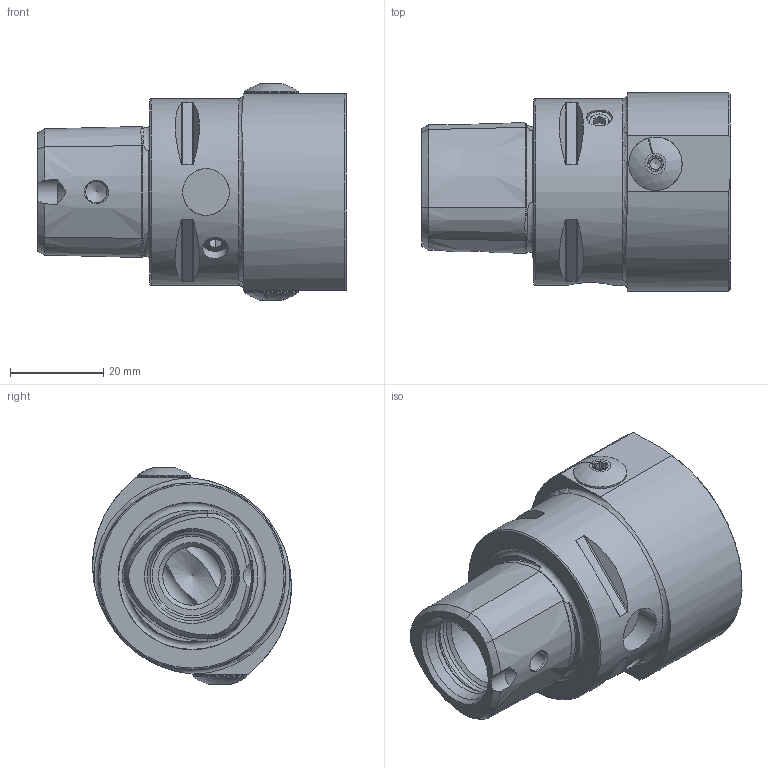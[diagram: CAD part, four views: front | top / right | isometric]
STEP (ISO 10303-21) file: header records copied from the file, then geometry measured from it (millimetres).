
FILE_DESCRIPTION (( 'STEP AP214' ), '1' );
FILE_NAME ('PS4.LW3.R21.042.STEP', '2025-08-15T11:35:14', ( '' ), ( '' ), 'SwSTEP 2.0', 'SolidWorks 2022', '' );
FILE_SCHEMA (( 'AUTOMOTIVE_DESIGN' ));
Length unit declared in the file: millimetre
Products named in the file (6): ISO 4026 - M5 x 5; PS4-LW3.R21.042_B; LW3-ER1.012.014_E_Standard<Wie bearbeitet>; LW3-ER1.012.014; DIN 3771 - 7x1; PS4.LW3.R21.042
Assembly tree (8 placements, depth 3):
  PS4.LW3.R21.042
    PS4-LW3.R21.042_B
    LW3-ER1.012.014  x2
      LW3-ER1.012.014_E_Standard<Wie bearbeitet>
      DIN 3771 - 7x1
    ISO 4026 - M5 x 5  x2
Bounding box: 66 x 42.53 x 46.4 mm (x, y, z)
Volume: 59683.8 mm3; surface area: 16816 mm2
Topology: 9 solids, 9 shells, 332 faces, 815 edges, 504 vertices
Faces by surface type: plane 116, cylinder 107, cone 59, torus 30, bspline 12, sphere 8
Full cylindrical faces by diameter (mm): 1 x2, 2.4 x2, 4.2 x4, 4.6 x2, 5 x2, 5.5 x2, 7 x2, 7.7 x4, 9.213 x2, 9.5 x10, 10 x1, 11.4 x2, 12.5 x1, 18 x2, 20 x1, 40 x1
Entity records: 8601 total; most frequent: CARTESIAN_POINT 3179, DIRECTION 1056, ORIENTED_EDGE 1004, EDGE_CURVE 502, AXIS2_PLACEMENT_3D 453, VERTEX_POINT 342, EDGE_LOOP 326, FACE_OUTER_BOUND 278
